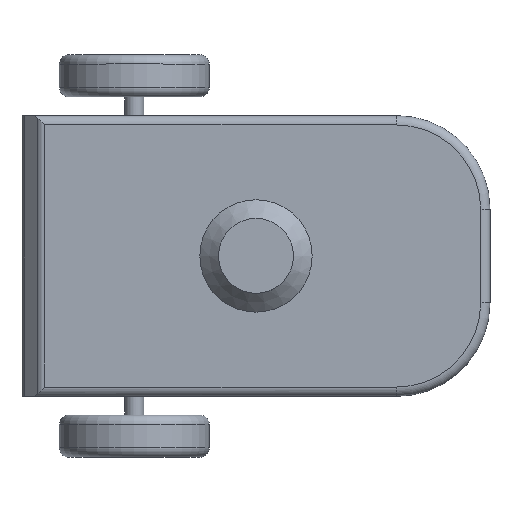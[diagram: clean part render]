
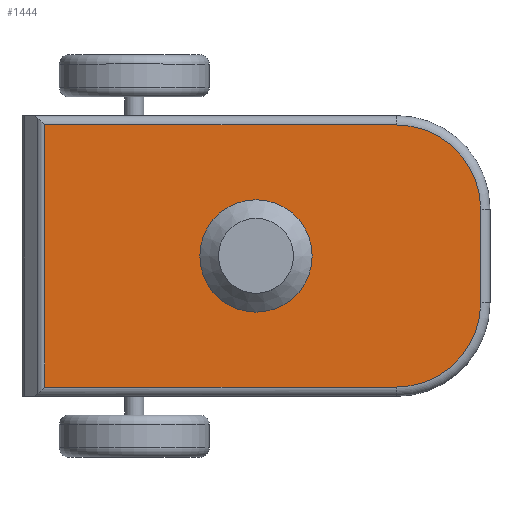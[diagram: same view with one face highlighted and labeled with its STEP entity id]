
A CAD part, top view. The second image highlights one B-rep face of the part: STEP entity #1444.
In plain terms, the highlighted planar face has unit normal (0, 0, 1).
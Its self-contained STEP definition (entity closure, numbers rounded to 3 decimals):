
#163=FACE_BOUND('',#313,.T.);
#173=PLANE('',#1669);
#212=FACE_OUTER_BOUND('',#312,.T.);
#312=EDGE_LOOP('',(#1033,#1034,#1035,#1036,#1037,#1038));
#313=EDGE_LOOP('',(#1039));
#422=LINE('',#2496,#502);
#423=LINE('',#2500,#503);
#424=LINE('',#2504,#504);
#425=LINE('',#2505,#505);
#502=VECTOR('',#1924,10.);
#503=VECTOR('',#1927,10.);
#504=VECTOR('',#1930,10.);
#505=VECTOR('',#1931,10.);
#581=CIRCLE('',#1667,60.);
#583=CIRCLE('',#1670,90.);
#584=CIRCLE('',#1671,90.);
#695=VERTEX_POINT('',#2488);
#697=VERTEX_POINT('',#2494);
#698=VERTEX_POINT('',#2495);
#699=VERTEX_POINT('',#2497);
#700=VERTEX_POINT('',#2499);
#701=VERTEX_POINT('',#2501);
#702=VERTEX_POINT('',#2503);
#823=EDGE_CURVE('',#695,#695,#581,.T.);
#826=EDGE_CURVE('',#697,#698,#422,.T.);
#827=EDGE_CURVE('',#699,#697,#583,.T.);
#828=EDGE_CURVE('',#700,#699,#423,.T.);
#829=EDGE_CURVE('',#701,#700,#584,.T.);
#830=EDGE_CURVE('',#702,#701,#424,.T.);
#831=EDGE_CURVE('',#698,#702,#425,.T.);
#1033=ORIENTED_EDGE('',*,*,#826,.F.);
#1034=ORIENTED_EDGE('',*,*,#827,.F.);
#1035=ORIENTED_EDGE('',*,*,#828,.F.);
#1036=ORIENTED_EDGE('',*,*,#829,.F.);
#1037=ORIENTED_EDGE('',*,*,#830,.F.);
#1038=ORIENTED_EDGE('',*,*,#831,.F.);
#1039=ORIENTED_EDGE('',*,*,#823,.F.);
#1444=ADVANCED_FACE('',(#212,#163),#173,.T.);
#1667=AXIS2_PLACEMENT_3D('',#2489,#1917,#1918);
#1669=AXIS2_PLACEMENT_3D('',#2493,#1922,#1923);
#1670=AXIS2_PLACEMENT_3D('',#2498,#1925,#1926);
#1671=AXIS2_PLACEMENT_3D('',#2502,#1928,#1929);
#1917=DIRECTION('center_axis',(0.,0.,1.));
#1918=DIRECTION('ref_axis',(-1.,0.,0.));
#1922=DIRECTION('center_axis',(0.,0.,1.));
#1923=DIRECTION('ref_axis',(1.,0.,0.));
#1924=DIRECTION('',(-1.,0.,0.));
#1925=DIRECTION('center_axis',(0.,0.,-1.));
#1926=DIRECTION('ref_axis',(0.707,-0.707,0.));
#1927=DIRECTION('',(0.,-1.,0.));
#1928=DIRECTION('center_axis',(0.,0.,-1.));
#1929=DIRECTION('ref_axis',(0.707,0.707,0.));
#1930=DIRECTION('',(1.,0.,0.));
#1931=DIRECTION('',(0.,1.,0.));
#2488=CARTESIAN_POINT('',(60.,0.,100.));
#2489=CARTESIAN_POINT('Origin',(0.,0.,100.));
#2493=CARTESIAN_POINT('Origin',(0.,0.,100.));
#2494=CARTESIAN_POINT('',(150.,-140.,100.));
#2495=CARTESIAN_POINT('',(-225.858,-140.,100.));
#2496=CARTESIAN_POINT('',(-125.,-140.,100.));
#2497=CARTESIAN_POINT('',(240.,-50.,100.));
#2498=CARTESIAN_POINT('Origin',(150.,-50.,100.));
#2499=CARTESIAN_POINT('',(240.,50.,100.));
#2500=CARTESIAN_POINT('',(240.,-75.,100.));
#2501=CARTESIAN_POINT('',(150.,140.,100.));
#2502=CARTESIAN_POINT('Origin',(150.,50.,100.));
#2503=CARTESIAN_POINT('',(-225.858,140.,100.));
#2504=CARTESIAN_POINT('',(125.,140.,100.));
#2505=CARTESIAN_POINT('',(-225.858,37.5,100.));
